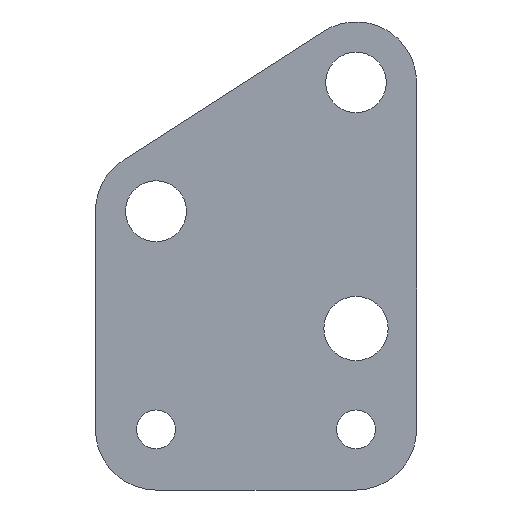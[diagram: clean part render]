
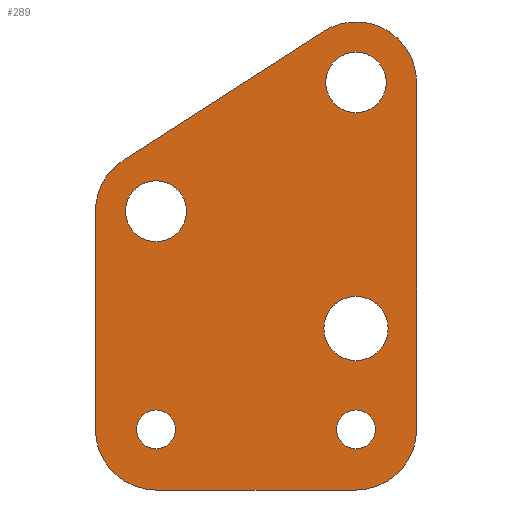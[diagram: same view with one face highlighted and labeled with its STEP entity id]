
A CAD part, front view. The second image highlights one B-rep face of the part: STEP entity #289.
In plain terms, the highlighted planar face has unit normal (0, -1, 0).
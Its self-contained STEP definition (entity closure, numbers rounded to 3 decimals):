
#20=FACE_BOUND('',#58,.T.);
#21=FACE_BOUND('',#59,.T.);
#22=FACE_BOUND('',#60,.T.);
#23=FACE_BOUND('',#61,.T.);
#24=FACE_BOUND('',#62,.T.);
#26=PLANE('',#341);
#37=FACE_OUTER_BOUND('',#57,.T.);
#57=EDGE_LOOP('',(#229,#230,#231,#232,#233,#234,#235,#236));
#58=EDGE_LOOP('',(#237));
#59=EDGE_LOOP('',(#238));
#60=EDGE_LOOP('',(#239));
#61=EDGE_LOOP('',(#240));
#62=EDGE_LOOP('',(#241));
#80=LINE('',#494,#101);
#81=LINE('',#498,#102);
#82=LINE('',#502,#103);
#83=LINE('',#506,#104);
#101=VECTOR('',#407,1000.);
#102=VECTOR('',#410,1000.);
#103=VECTOR('',#413,1000.);
#104=VECTOR('',#416,1000.);
#114=CIRCLE('',#323,2.65);
#116=CIRCLE('',#326,1.6);
#118=CIRCLE('',#329,1.6);
#120=CIRCLE('',#332,2.51);
#122=CIRCLE('',#335,2.5);
#127=CIRCLE('',#342,5.);
#128=CIRCLE('',#343,5.);
#129=CIRCLE('',#344,5.);
#130=CIRCLE('',#345,5.);
#132=VERTEX_POINT('',#447);
#134=VERTEX_POINT('',#453);
#136=VERTEX_POINT('',#459);
#138=VERTEX_POINT('',#465);
#140=VERTEX_POINT('',#471);
#149=VERTEX_POINT('',#492);
#150=VERTEX_POINT('',#493);
#151=VERTEX_POINT('',#495);
#152=VERTEX_POINT('',#497);
#153=VERTEX_POINT('',#499);
#154=VERTEX_POINT('',#501);
#155=VERTEX_POINT('',#503);
#156=VERTEX_POINT('',#505);
#159=EDGE_CURVE('',#132,#132,#114,.T.);
#162=EDGE_CURVE('',#134,#134,#116,.T.);
#165=EDGE_CURVE('',#136,#136,#118,.T.);
#168=EDGE_CURVE('',#138,#138,#120,.T.);
#171=EDGE_CURVE('',#140,#140,#122,.T.);
#180=EDGE_CURVE('',#149,#150,#80,.T.);
#181=EDGE_CURVE('',#149,#151,#127,.T.);
#182=EDGE_CURVE('',#152,#151,#81,.T.);
#183=EDGE_CURVE('',#152,#153,#128,.T.);
#184=EDGE_CURVE('',#154,#153,#82,.T.);
#185=EDGE_CURVE('',#154,#155,#129,.T.);
#186=EDGE_CURVE('',#156,#155,#83,.T.);
#187=EDGE_CURVE('',#156,#150,#130,.T.);
#229=ORIENTED_EDGE('',*,*,#180,.F.);
#230=ORIENTED_EDGE('',*,*,#181,.T.);
#231=ORIENTED_EDGE('',*,*,#182,.F.);
#232=ORIENTED_EDGE('',*,*,#183,.T.);
#233=ORIENTED_EDGE('',*,*,#184,.F.);
#234=ORIENTED_EDGE('',*,*,#185,.T.);
#235=ORIENTED_EDGE('',*,*,#186,.F.);
#236=ORIENTED_EDGE('',*,*,#187,.T.);
#237=ORIENTED_EDGE('',*,*,#171,.T.);
#238=ORIENTED_EDGE('',*,*,#165,.T.);
#239=ORIENTED_EDGE('',*,*,#159,.T.);
#240=ORIENTED_EDGE('',*,*,#162,.T.);
#241=ORIENTED_EDGE('',*,*,#168,.T.);
#289=ADVANCED_FACE('',(#37,#20,#21,#22,#23,#24),#26,.T.);
#323=AXIS2_PLACEMENT_3D('',#449,#361,#362);
#326=AXIS2_PLACEMENT_3D('',#455,#368,#369);
#329=AXIS2_PLACEMENT_3D('',#461,#375,#376);
#332=AXIS2_PLACEMENT_3D('',#467,#382,#383);
#335=AXIS2_PLACEMENT_3D('',#473,#389,#390);
#341=AXIS2_PLACEMENT_3D('',#491,#405,#406);
#342=AXIS2_PLACEMENT_3D('',#496,#408,#409);
#343=AXIS2_PLACEMENT_3D('',#500,#411,#412);
#344=AXIS2_PLACEMENT_3D('',#504,#414,#415);
#345=AXIS2_PLACEMENT_3D('',#507,#417,#418);
#361=DIRECTION('center_axis',(0.,1.,0.));
#362=DIRECTION('ref_axis',(0.,0.,1.));
#368=DIRECTION('center_axis',(0.,1.,0.));
#369=DIRECTION('ref_axis',(0.,0.,1.));
#375=DIRECTION('center_axis',(0.,1.,0.));
#376=DIRECTION('ref_axis',(0.,0.,1.));
#382=DIRECTION('center_axis',(0.,1.,0.));
#383=DIRECTION('ref_axis',(0.,0.,1.));
#389=DIRECTION('center_axis',(0.,1.,0.));
#390=DIRECTION('ref_axis',(0.,0.,1.));
#405=DIRECTION('center_axis',(0.,-1.,0.));
#406=DIRECTION('ref_axis',(0.,0.,-1.));
#407=DIRECTION('',(-1.,0.,0.));
#408=DIRECTION('center_axis',(0.,-1.,0.));
#409=DIRECTION('ref_axis',(0.,0.,-1.));
#410=DIRECTION('',(0.,0.,-1.));
#411=DIRECTION('center_axis',(0.,-1.,0.));
#412=DIRECTION('ref_axis',(0.,0.,-1.));
#413=DIRECTION('',(0.841,0.,0.541));
#414=DIRECTION('center_axis',(0.,-1.,0.));
#415=DIRECTION('ref_axis',(0.,0.,-1.));
#416=DIRECTION('',(0.,0.,1.));
#417=DIRECTION('center_axis',(0.,-1.,0.));
#418=DIRECTION('ref_axis',(0.,0.,-1.));
#447=CARTESIAN_POINT('',(21.5,0.,15.975));
#449=CARTESIAN_POINT('Origin',(21.5,0.,13.325));
#453=CARTESIAN_POINT('',(5.,0.,6.6));
#455=CARTESIAN_POINT('Origin',(5.,0.,5.));
#459=CARTESIAN_POINT('',(21.5,0.,6.6));
#461=CARTESIAN_POINT('Origin',(21.5,0.,5.));
#465=CARTESIAN_POINT('',(5.,0.,25.51));
#467=CARTESIAN_POINT('Origin',(5.,0.,23.));
#471=CARTESIAN_POINT('',(21.5,0.,36.125));
#473=CARTESIAN_POINT('Origin',(21.5,0.,33.625));
#491=CARTESIAN_POINT('Origin',(0.,0.,0.));
#492=CARTESIAN_POINT('',(21.5,0.,0.));
#493=CARTESIAN_POINT('',(5.,0.,0.));
#494=CARTESIAN_POINT('',(0.,0.,0.));
#495=CARTESIAN_POINT('',(26.5,0.,5.));
#496=CARTESIAN_POINT('Origin',(21.5,0.,5.));
#497=CARTESIAN_POINT('',(26.5,0.,33.625));
#498=CARTESIAN_POINT('',(26.5,0.,0.));
#499=CARTESIAN_POINT('',(18.793,0.,37.829));
#500=CARTESIAN_POINT('Origin',(21.5,0.,33.625));
#501=CARTESIAN_POINT('',(2.293,0.,27.204));
#502=CARTESIAN_POINT('',(26.5,0.,42.792));
#503=CARTESIAN_POINT('',(0.,0.,23.));
#504=CARTESIAN_POINT('Origin',(5.,0.,23.));
#505=CARTESIAN_POINT('',(0.,0.,5.));
#506=CARTESIAN_POINT('',(0.,0.,25.727));
#507=CARTESIAN_POINT('Origin',(5.,0.,5.));
